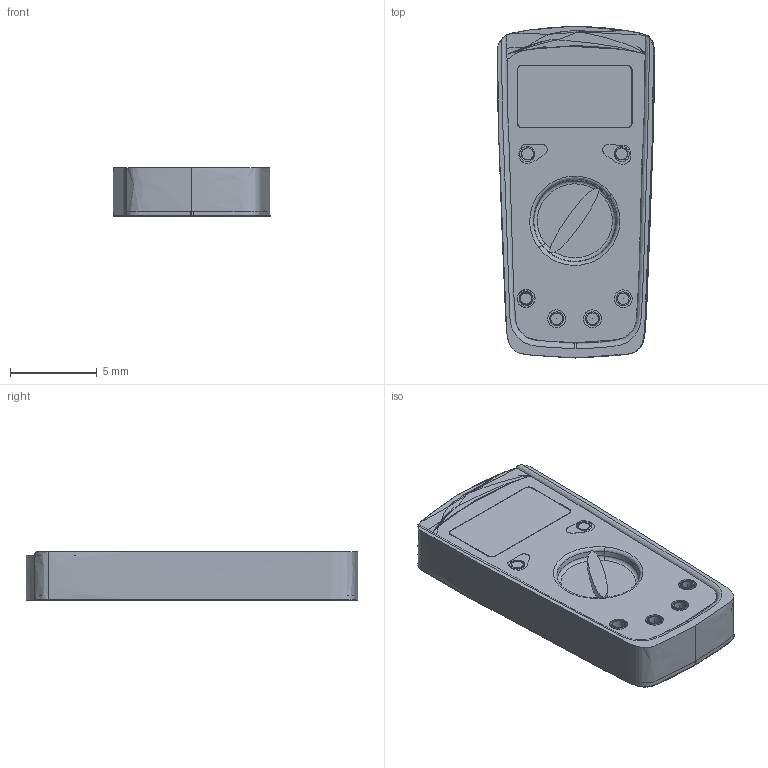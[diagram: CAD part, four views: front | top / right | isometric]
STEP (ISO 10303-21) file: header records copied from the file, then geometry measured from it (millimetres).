
FILE_DESCRIPTION(/* description */ (''),/* implementation_level */ '2;1');
FILE_NAME(/* name */ 'Multimetro',/* time_stamp */ '2020-07-03T15:22:26-05:00',/* author */ (''),/* organization */ (''),/* preprocessor_version */ 'ST-DEVELOPER v15',/* originating_system */ '',/* authorisation */ '');
FILE_SCHEMA (('AUTOMOTIVE_DESIGN'));
Length unit declared in the file: millimetre
Products named in the file (1): Document
Bounding box: 9.05 x 19.08 x 2.79 mm (x, y, z)
Volume: 476.5 mm3; surface area: 1161.6 mm2
Topology: 7 solids, 8 shells, 170 faces, 369 edges, 238 vertices
Faces by surface type: bspline 117, plane 53
Entity records: 8048 total; most frequent: CARTESIAN_POINT 5859, ORIENTED_EDGE 724, EDGE_CURVE 368, VERTEX_POINT 236, EDGE_LOOP 197, ADVANCED_FACE 170, FACE_OUTER_BOUND 170, DIRECTION 61
